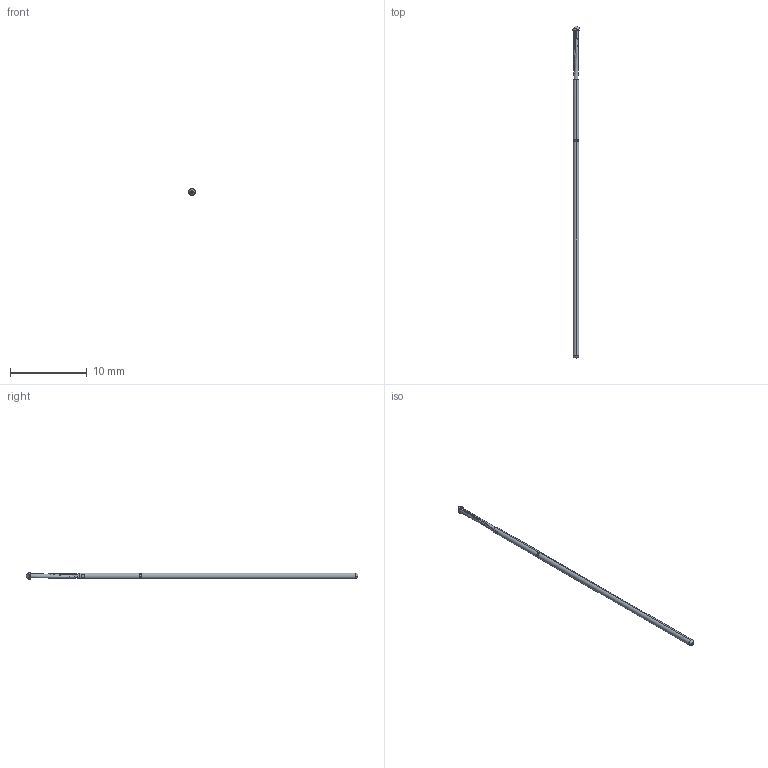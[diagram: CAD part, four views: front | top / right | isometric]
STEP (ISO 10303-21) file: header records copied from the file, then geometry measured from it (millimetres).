
FILE_DESCRIPTION (( 'STEP AP203' ), '1' );
FILE_NAME ('INGUN_DKS-050_207_090_G_xx00.STEP', '2021-07-22T09:38:36', ( 'ochi' ), ( '' ), 'SwSTEP 2.0', 'SolidWorks 2018', '' );
FILE_SCHEMA (( 'CONFIG_CONTROL_DESIGN' ));
Length unit declared in the file: millimetre
Products named in the file (1): INGUN_DKS-050_207_090_G_xx00
Bounding box: 0.9 x 43.2 x 0.9 mm (x, y, z)
Volume: 19.1 mm3; surface area: 102.9 mm2
Topology: 1 solids, 1 shells, 103 faces, 271 edges, 170 vertices
Faces by surface type: plane 52, bspline 32, cylinder 13, torus 4, sphere 2
Entity records: 3692 total; most frequent: CARTESIAN_POINT 1436, ORIENTED_EDGE 522, DIRECTION 328, EDGE_CURVE 261, VERTEX_POINT 170, LINE 114, VECTOR 114, EDGE_LOOP 113
